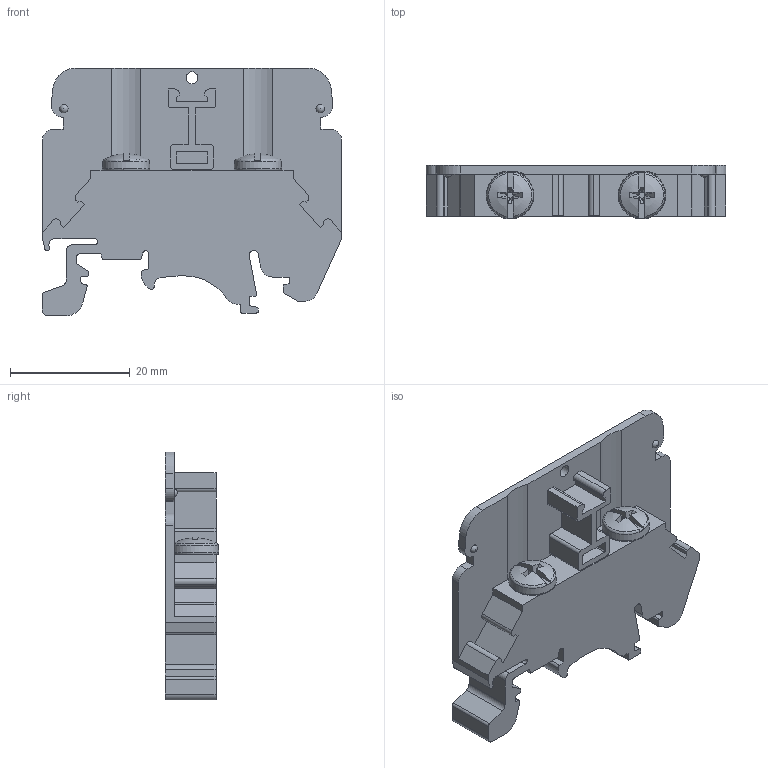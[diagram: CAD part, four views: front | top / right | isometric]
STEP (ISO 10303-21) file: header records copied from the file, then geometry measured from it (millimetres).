
FILE_DESCRIPTION(/* description */ ('Unknown'),/* implementation_level */ '2;1');
FILE_NAME(/* name */ 'KATM3E_GY_3D',/* time_stamp */ '2019-09-30T13:33:53+05:00',/* author */ ('Unknown'),/* organization */ ('Unknown'),/* preprocessor_version */ 'ST-DEVELOPER v16.7',/* originating_system */ 'DEX',/* authorisation */ $);
FILE_SCHEMA (('AUTOMOTIVE_DESIGN {1 0 10303 214 3 1 1}'));
Length unit declared in the file: millimetre
Products named in the file (1): KATM3E
Bounding box: 50 x 8.98 x 41.4 mm (x, y, z)
Volume: 8460.5 mm3; surface area: 5914.5 mm2
Topology: 1 solids, 1 shells, 212 faces, 609 edges, 403 vertices
Faces by surface type: plane 125, cylinder 51, bspline 24, torus 6, sphere 4, cone 2
Full cylindrical faces by diameter (mm): 2 x1
Entity records: 8703 total; most frequent: CARTESIAN_POINT 1850, ORIENTED_EDGE 1186, DIRECTION 1009, EDGE_CURVE 593, VERTEX_POINT 396, LINE 363, VECTOR 363, AXIS2_PLACEMENT_3D 323
